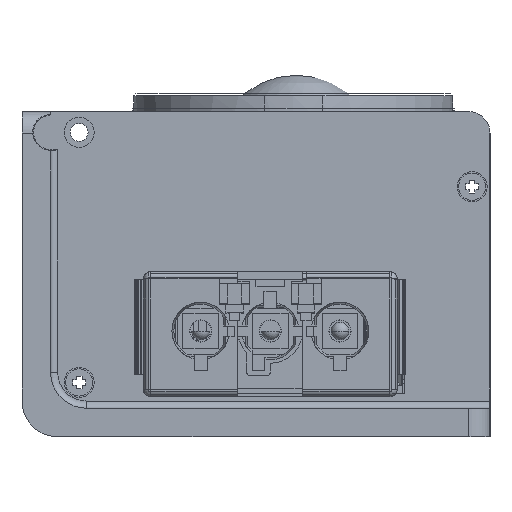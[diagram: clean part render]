
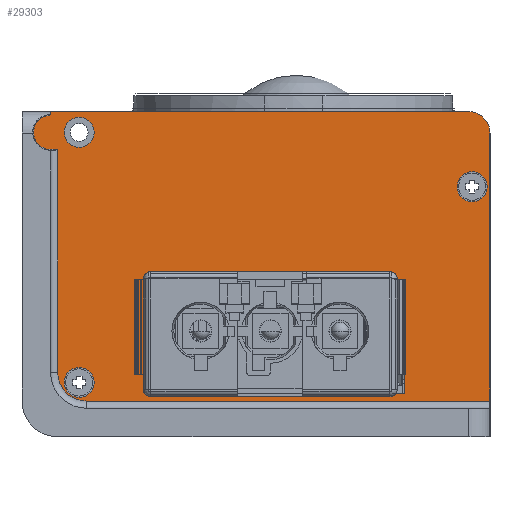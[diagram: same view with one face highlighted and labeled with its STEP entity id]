
A CAD part, front view. The second image highlights one B-rep face of the part: STEP entity #29303.
In plain terms, the highlighted planar face has unit normal (0, -1, 0).
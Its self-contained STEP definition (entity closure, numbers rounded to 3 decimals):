
#840=B_SPLINE_CURVE_WITH_KNOTS('',3,(#67488,#67489,#67490,#67491,#67492,
#67493,#67494,#67495),.UNSPECIFIED.,.F.,.F.,(4,2,2,4),(-0.066,
-0.054,-0.021,0.),.UNSPECIFIED.);
#841=B_SPLINE_CURVE_WITH_KNOTS('',3,(#67505,#67506,#67507,#67508,#67509,
#67510,#67511,#67512,#67513,#67514),.UNSPECIFIED.,.F.,.F.,(4,2,2,2,4),(0.,
0.005,0.011,0.018,0.018),
 .UNSPECIFIED.);
#1474=FACE_BOUND('',#4827,.T.);
#1475=FACE_BOUND('',#4828,.T.);
#1476=FACE_BOUND('',#4829,.T.);
#1477=FACE_BOUND('',#4830,.T.);
#2982=FACE_OUTER_BOUND('',#4826,.T.);
#4826=EDGE_LOOP('',(#25927,#25928,#25929,#25930,#25931,#25932,#25933,#25934,
#25935,#25936));
#4827=EDGE_LOOP('',(#25937));
#4828=EDGE_LOOP('',(#25938,#25939,#25940,#25941));
#4829=EDGE_LOOP('',(#25942));
#4830=EDGE_LOOP('',(#25943));
#5585=CIRCLE('',#41331,4.);
#5595=CIRCLE('',#41346,3.);
#5596=CIRCLE('',#41347,2.4);
#5597=CIRCLE('',#41348,2.1);
#5598=CIRCLE('',#41349,2.1);
#5599=CIRCLE('',#41350,2.1);
#9967=VERTEX_POINT('',#67412);
#9969=VERTEX_POINT('',#67425);
#9971=VERTEX_POINT('',#67430);
#9973=VERTEX_POINT('',#67436);
#9989=VERTEX_POINT('',#67487);
#9990=VERTEX_POINT('',#67496);
#9991=VERTEX_POINT('',#67498);
#9992=VERTEX_POINT('',#67500);
#9993=VERTEX_POINT('',#67502);
#9994=VERTEX_POINT('',#67504);
#9995=VERTEX_POINT('',#67516);
#9996=VERTEX_POINT('',#67518);
#9997=VERTEX_POINT('',#67519);
#9998=VERTEX_POINT('',#67521);
#9999=VERTEX_POINT('',#67523);
#10000=VERTEX_POINT('',#67526);
#10001=VERTEX_POINT('',#67528);
#16054=EDGE_CURVE('',#9969,#9967,#33970,.T.);
#16056=EDGE_CURVE('',#9971,#9969,#5585,.T.);
#16059=EDGE_CURVE('',#9973,#9971,#33971,.T.);
#16080=EDGE_CURVE('',#9967,#9989,#840,.T.);
#16081=EDGE_CURVE('',#9973,#9990,#33984,.T.);
#16082=EDGE_CURVE('',#9991,#9990,#5595,.T.);
#16083=EDGE_CURVE('',#9991,#9992,#33985,.T.);
#16084=EDGE_CURVE('',#9992,#9993,#33986,.T.);
#16085=EDGE_CURVE('',#9994,#9993,#841,.F.);
#16086=EDGE_CURVE('',#9989,#9994,#5596,.T.);
#16087=EDGE_CURVE('',#9995,#9995,#5597,.T.);
#16088=EDGE_CURVE('',#9996,#9997,#33987,.T.);
#16089=EDGE_CURVE('',#9997,#9998,#33988,.T.);
#16090=EDGE_CURVE('',#9998,#9999,#33989,.T.);
#16091=EDGE_CURVE('',#9999,#9996,#33990,.T.);
#16092=EDGE_CURVE('',#10000,#10000,#5598,.T.);
#16093=EDGE_CURVE('',#10001,#10001,#5599,.T.);
#25927=ORIENTED_EDGE('',*,*,#16080,.F.);
#25928=ORIENTED_EDGE('',*,*,#16054,.F.);
#25929=ORIENTED_EDGE('',*,*,#16056,.F.);
#25930=ORIENTED_EDGE('',*,*,#16059,.F.);
#25931=ORIENTED_EDGE('',*,*,#16081,.T.);
#25932=ORIENTED_EDGE('',*,*,#16082,.F.);
#25933=ORIENTED_EDGE('',*,*,#16083,.T.);
#25934=ORIENTED_EDGE('',*,*,#16084,.T.);
#25935=ORIENTED_EDGE('',*,*,#16085,.F.);
#25936=ORIENTED_EDGE('',*,*,#16086,.F.);
#25937=ORIENTED_EDGE('',*,*,#16087,.T.);
#25938=ORIENTED_EDGE('',*,*,#16088,.T.);
#25939=ORIENTED_EDGE('',*,*,#16089,.T.);
#25940=ORIENTED_EDGE('',*,*,#16090,.T.);
#25941=ORIENTED_EDGE('',*,*,#16091,.T.);
#25942=ORIENTED_EDGE('',*,*,#16092,.T.);
#25943=ORIENTED_EDGE('',*,*,#16093,.T.);
#27779=PLANE('',#41345);
#29303=ADVANCED_FACE('',(#2982,#1474,#1475,#1476,#1477),#27779,.T.);
#33970=LINE('',#67427,#38845);
#33971=LINE('',#67438,#38846);
#33984=LINE('',#67497,#38859);
#33985=LINE('',#67501,#38860);
#33986=LINE('',#67503,#38861);
#33987=LINE('',#67520,#38862);
#33988=LINE('',#67522,#38863);
#33989=LINE('',#67524,#38864);
#33990=LINE('',#67525,#38865);
#38845=VECTOR('',#50180,31.2);
#38846=VECTOR('',#50193,56.5);
#38859=VECTOR('',#50228,37.5);
#38860=VECTOR('',#50231,58.5);
#38861=VECTOR('',#50232,0.329);
#38862=VECTOR('',#50237,16.);
#38863=VECTOR('',#50238,33.);
#38864=VECTOR('',#50239,16.);
#38865=VECTOR('',#50240,33.);
#41331=AXIS2_PLACEMENT_3D('',#67432,#50185,#50186);
#41345=AXIS2_PLACEMENT_3D('',#67486,#50226,#50227);
#41346=AXIS2_PLACEMENT_3D('',#67499,#50229,#50230);
#41347=AXIS2_PLACEMENT_3D('',#67515,#50233,#50234);
#41348=AXIS2_PLACEMENT_3D('',#67517,#50235,#50236);
#41349=AXIS2_PLACEMENT_3D('',#67527,#50241,#50242);
#41350=AXIS2_PLACEMENT_3D('',#67529,#50243,#50244);
#50180=DIRECTION('',(0.,0.,1.));
#50185=DIRECTION('center_axis',(0.,1.,0.));
#50186=DIRECTION('ref_axis',(-0.707,0.,-0.707));
#50193=DIRECTION('',(-1.,0.,0.));
#50226=DIRECTION('center_axis',(0.,-1.,0.));
#50227=DIRECTION('ref_axis',(0.,0.,1.));
#50228=DIRECTION('',(0.,0.,1.));
#50229=DIRECTION('center_axis',(0.,1.,0.));
#50230=DIRECTION('ref_axis',(0.707,0.,0.707));
#50231=DIRECTION('',(-1.,0.,0.));
#50232=DIRECTION('',(0.,0.,-1.));
#50233=DIRECTION('center_axis',(0.,1.,0.));
#50234=DIRECTION('ref_axis',(-0.994,0.,-0.105));
#50235=DIRECTION('center_axis',(0.,1.,0.));
#50236=DIRECTION('ref_axis',(-1.,0.,0.));
#50237=DIRECTION('',(0.,0.,1.));
#50238=DIRECTION('',(1.,0.,0.));
#50239=DIRECTION('',(0.,0.,-1.));
#50240=DIRECTION('',(-1.,0.,0.));
#50241=DIRECTION('center_axis',(0.,1.,0.));
#50242=DIRECTION('ref_axis',(-1.,0.,0.));
#50243=DIRECTION('center_axis',(0.,1.,0.));
#50244=DIRECTION('ref_axis',(-1.,0.,0.));
#67412=CARTESIAN_POINT('',(-30.5,-52.,36.4));
#67425=CARTESIAN_POINT('',(-30.5,-52.,5.2));
#67427=CARTESIAN_POINT('',(-30.5,-52.,7.575));
#67430=CARTESIAN_POINT('',(-26.5,-52.,1.2));
#67432=CARTESIAN_POINT('Origin',(-26.5,-52.,5.2));
#67436=CARTESIAN_POINT('',(30.,-52.,1.2));
#67438=CARTESIAN_POINT('',(13.625,-52.,1.2));
#67486=CARTESIAN_POINT('Origin',(-2.75,-52.,18.95));
#67487=CARTESIAN_POINT('',(-31.161,-52.,36.424));
#67488=CARTESIAN_POINT('Ctrl Pts',(-30.5,-52.,
36.4));
#67489=CARTESIAN_POINT('Ctrl Pts',(-30.541,-52.,
36.4));
#67490=CARTESIAN_POINT('Ctrl Pts',(-30.582,-52.,
36.402));
#67491=CARTESIAN_POINT('Ctrl Pts',(-30.733,-52.,36.411));
#67492=CARTESIAN_POINT('Ctrl Pts',(-30.842,-52.,
36.425));
#67493=CARTESIAN_POINT('Ctrl Pts',(-31.023,-52.,
36.434));
#67494=CARTESIAN_POINT('Ctrl Pts',(-31.092,-52.,
36.434));
#67495=CARTESIAN_POINT('Ctrl Pts',(-31.161,-52.,
36.424));
#67496=CARTESIAN_POINT('',(30.,-52.,38.7));
#67497=CARTESIAN_POINT('',(30.,-52.,41.7));
#67498=CARTESIAN_POINT('',(27.,-52.,41.7));
#67499=CARTESIAN_POINT('Origin',(27.,-52.,38.7));
#67500=CARTESIAN_POINT('',(-31.5,-52.,41.7));
#67501=CARTESIAN_POINT('',(-35.5,-52.,41.7));
#67502=CARTESIAN_POINT('',(-31.5,-52.,41.371));
#67503=CARTESIAN_POINT('',(-31.5,-52.,7.575));
#67504=CARTESIAN_POINT('',(-31.6,-52.,41.198));
#67505=CARTESIAN_POINT('Ctrl Pts',(-31.5,-52.,
41.371));
#67506=CARTESIAN_POINT('Ctrl Pts',(-31.5,-52.,
41.355));
#67507=CARTESIAN_POINT('Ctrl Pts',(-31.503,-52.,
41.338));
#67508=CARTESIAN_POINT('Ctrl Pts',(-31.519,-52.,
41.294));
#67509=CARTESIAN_POINT('Ctrl Pts',(-31.533,-52.,
41.273));
#67510=CARTESIAN_POINT('Ctrl Pts',(-31.563,-52.,
41.236));
#67511=CARTESIAN_POINT('Ctrl Pts',(-31.581,-52.,41.217));
#67512=CARTESIAN_POINT('Ctrl Pts',(-31.6,-52.,
41.198));
#67513=CARTESIAN_POINT('Ctrl Pts',(-31.6,-52.,
41.198));
#67514=CARTESIAN_POINT('Ctrl Pts',(-31.6,-52.,
41.198));
#67515=CARTESIAN_POINT('Origin',(-31.5,-52.,38.8));
#67516=CARTESIAN_POINT('',(-29.6,-52.,38.8));
#67517=CARTESIAN_POINT('Origin',(-27.5,-52.,38.8));
#67518=CARTESIAN_POINT('',(-15.,-52.,2.2));
#67519=CARTESIAN_POINT('',(-15.,-52.,18.2));
#67520=CARTESIAN_POINT('',(-15.,-52.,10.575));
#67521=CARTESIAN_POINT('',(18.,-52.,18.2));
#67522=CARTESIAN_POINT('',(-8.875,-52.,18.2));
#67523=CARTESIAN_POINT('',(18.,-52.,2.2));
#67524=CARTESIAN_POINT('',(18.,-52.,18.575));
#67525=CARTESIAN_POINT('',(7.625,-52.,2.2));
#67526=CARTESIAN_POINT('',(25.4,-52.,31.2));
#67527=CARTESIAN_POINT('Origin',(27.5,-52.,31.2));
#67528=CARTESIAN_POINT('',(-29.6,-52.,3.8));
#67529=CARTESIAN_POINT('Origin',(-27.5,-52.,3.8));
